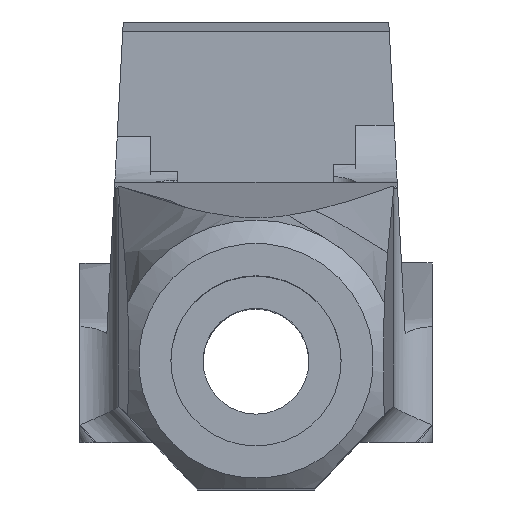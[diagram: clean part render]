
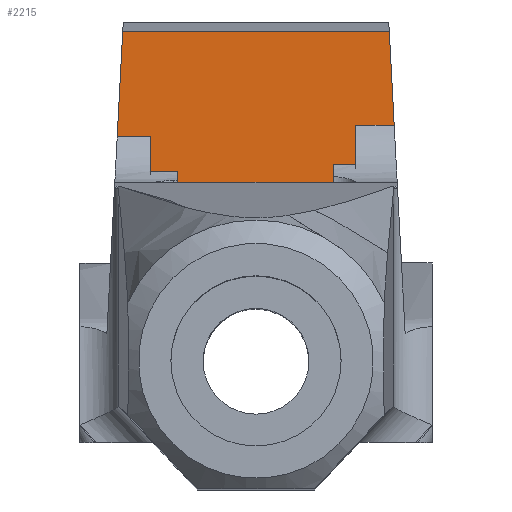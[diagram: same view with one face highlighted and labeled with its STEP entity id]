
A CAD part, top view. The second image highlights one B-rep face of the part: STEP entity #2215.
In plain terms, the highlighted planar face has unit normal (0, 0, 1).
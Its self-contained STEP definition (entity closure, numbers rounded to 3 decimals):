
#73=PLANE('',#2420);
#103=ELLIPSE('',#2326,3.503,3.5);
#107=ELLIPSE('',#2335,3.503,3.5);
#333=FACE_OUTER_BOUND('',#451,.T.);
#451=EDGE_LOOP('',(#2022,#2023,#2024,#2025,#2026,#2027,#2028,#2029,#2030,
#2031,#2032,#2033,#2034,#2035,#2036,#2037,#2038));
#515=LINE('',#3563,#676);
#516=LINE('',#3565,#677);
#519=LINE('',#3576,#680);
#542=LINE('',#3806,#703);
#549=LINE('',#3966,#710);
#551=LINE('',#3970,#712);
#572=LINE('',#4524,#733);
#609=LINE('',#15649,#770);
#613=LINE('',#15882,#774);
#615=LINE('',#15885,#776);
#616=LINE('',#15887,#777);
#617=LINE('',#15888,#778);
#676=VECTOR('',#2599,10.);
#677=VECTOR('',#2600,10.);
#680=VECTOR('',#2609,10.);
#703=VECTOR('',#2692,10.);
#710=VECTOR('',#2735,10.);
#712=VECTOR('',#2739,10.);
#733=VECTOR('',#2786,10.);
#770=VECTOR('',#2939,10.);
#774=VECTOR('',#2947,10.);
#776=VECTOR('',#2951,10.);
#777=VECTOR('',#2952,10.);
#778=VECTOR('',#2953,10.);
#830=B_SPLINE_CURVE_WITH_KNOTS('',3,(#8257,#8258,#8259,#8260,#8261,#8262,
#8263,#8264,#8265,#8266,#8267,#8268,#8269,#8270,#8271,#8272,#8273,#8274),
 .UNSPECIFIED.,.F.,.F.,(4,2,2,2,2,2,2,2,4),(-0.371,-0.362,
-0.355,-0.342,-0.323,-0.306,
-0.275,-0.122,0.),.UNSPECIFIED.);
#836=B_SPLINE_CURVE_WITH_KNOTS('',3,(#12605,#12606,#12607,#12608,#12609,
#12610,#12611,#12612,#12613,#12614,#12615,#12616,#12617,#12618,#12619,#12620,
#12621,#12622),.UNSPECIFIED.,.F.,.F.,(4,2,2,2,2,2,2,2,4),(-0.488,
-0.387,-0.273,-0.23,-0.198,
-0.143,-0.055,-0.018,0.),
 .UNSPECIFIED.);
#839=B_SPLINE_CURVE_WITH_KNOTS('',3,(#13726,#13727,#13728,#13729,#13730,
#13731),.UNSPECIFIED.,.F.,.F.,(4,2,4),(-0.929,-0.724,
-0.518),.UNSPECIFIED.);
#948=VERTEX_POINT('',#3560);
#949=VERTEX_POINT('',#3562);
#950=VERTEX_POINT('',#3564);
#954=VERTEX_POINT('',#3573);
#955=VERTEX_POINT('',#3575);
#981=VERTEX_POINT('',#3800);
#982=VERTEX_POINT('',#3805);
#987=VERTEX_POINT('',#3821);
#999=VERTEX_POINT('',#3965);
#1000=VERTEX_POINT('',#3969);
#1027=VERTEX_POINT('',#4523);
#1030=VERTEX_POINT('',#8256);
#1036=VERTEX_POINT('',#12604);
#1069=VERTEX_POINT('',#15646);
#1070=VERTEX_POINT('',#15648);
#1073=VERTEX_POINT('',#15881);
#1074=VERTEX_POINT('',#15886);
#1195=EDGE_CURVE('',#948,#949,#515,.T.);
#1196=EDGE_CURVE('',#949,#950,#516,.T.);
#1201=EDGE_CURVE('',#955,#954,#519,.T.);
#1246=EDGE_CURVE('',#950,#981,#103,.T.);
#1249=EDGE_CURVE('',#981,#982,#542,.T.);
#1258=EDGE_CURVE('',#987,#954,#107,.T.);
#1274=EDGE_CURVE('',#999,#987,#549,.T.);
#1276=EDGE_CURVE('',#1000,#999,#551,.T.);
#1312=EDGE_CURVE('',#982,#1027,#572,.T.);
#1319=EDGE_CURVE('',#1030,#1000,#830,.T.);
#1330=EDGE_CURVE('',#1027,#1036,#836,.T.);
#1334=EDGE_CURVE('',#1036,#1030,#839,.T.);
#1398=EDGE_CURVE('',#1070,#1069,#609,.T.);
#1404=EDGE_CURVE('',#1070,#1073,#613,.T.);
#1406=EDGE_CURVE('',#1069,#955,#615,.T.);
#1407=EDGE_CURVE('',#948,#1074,#616,.T.);
#1408=EDGE_CURVE('',#1074,#1073,#617,.T.);
#2022=ORIENTED_EDGE('',*,*,#1398,.T.);
#2023=ORIENTED_EDGE('',*,*,#1406,.T.);
#2024=ORIENTED_EDGE('',*,*,#1201,.T.);
#2025=ORIENTED_EDGE('',*,*,#1258,.F.);
#2026=ORIENTED_EDGE('',*,*,#1274,.F.);
#2027=ORIENTED_EDGE('',*,*,#1276,.F.);
#2028=ORIENTED_EDGE('',*,*,#1319,.F.);
#2029=ORIENTED_EDGE('',*,*,#1334,.F.);
#2030=ORIENTED_EDGE('',*,*,#1330,.F.);
#2031=ORIENTED_EDGE('',*,*,#1312,.F.);
#2032=ORIENTED_EDGE('',*,*,#1249,.F.);
#2033=ORIENTED_EDGE('',*,*,#1246,.F.);
#2034=ORIENTED_EDGE('',*,*,#1196,.F.);
#2035=ORIENTED_EDGE('',*,*,#1195,.F.);
#2036=ORIENTED_EDGE('',*,*,#1407,.T.);
#2037=ORIENTED_EDGE('',*,*,#1408,.T.);
#2038=ORIENTED_EDGE('',*,*,#1404,.F.);
#2215=ADVANCED_FACE('',(#333),#73,.F.);
#2326=AXIS2_PLACEMENT_3D('',#3801,#2686,#2687);
#2335=AXIS2_PLACEMENT_3D('',#3823,#2711,#2712);
#2420=AXIS2_PLACEMENT_3D('',#15884,#2949,#2950);
#2599=DIRECTION('',(0.,-1.,0.));
#2600=DIRECTION('',(0.,-1.,0.));
#2609=DIRECTION('',(0.,-1.,0.));
#2686=DIRECTION('center_axis',(0.,0.,-1.));
#2687=DIRECTION('ref_axis',(-1.,0.,0.));
#2692=DIRECTION('',(-0.242,0.97,0.));
#2711=DIRECTION('center_axis',(0.,0.,-1.));
#2712=DIRECTION('ref_axis',(1.,0.,0.));
#2735=DIRECTION('',(-0.242,-0.97,0.));
#2739=DIRECTION('',(-0.105,-0.995,0.));
#2786=DIRECTION('',(-0.105,0.995,0.));
#2939=DIRECTION('',(-0.052,-0.999,0.));
#2947=DIRECTION('',(1.,0.,0.));
#2949=DIRECTION('center_axis',(0.,0.,-1.));
#2950=DIRECTION('ref_axis',(0.,1.,0.));
#2951=DIRECTION('',(1.,0.,0.));
#2952=DIRECTION('',(1.,0.,0.));
#2953=DIRECTION('',(-0.052,0.999,0.));
#3560=CARTESIAN_POINT('',(8.5,20.1,-15.398));
#3562=CARTESIAN_POINT('',(8.5,15.2,-15.398));
#3563=CARTESIAN_POINT('',(8.5,20.1,-15.398));
#3564=CARTESIAN_POINT('',(8.5,-5.729,-15.398));
#3565=CARTESIAN_POINT('',(8.5,15.2,-15.398));
#3573=CARTESIAN_POINT('',(-9.,-6.207,-15.398));
#3575=CARTESIAN_POINT('',(-9.,19.1,-15.398));
#3576=CARTESIAN_POINT('',(-9.,20.1,-15.398));
#3800=CARTESIAN_POINT('',(7.759,-4.295,-15.398));
#3801=CARTESIAN_POINT('Origin',(11.159,-3.45,-15.398));
#3805=CARTESIAN_POINT('',(6.687,0.012,-15.398));
#3806=CARTESIAN_POINT('',(4.898,7.198,-15.398));
#3821=CARTESIAN_POINT('',(-7.759,-4.295,-15.398));
#3823=CARTESIAN_POINT('Origin',(-11.159,-3.45,-15.398));
#3965=CARTESIAN_POINT('',(-6.687,0.012,-15.398));
#3966=CARTESIAN_POINT('',(-5.424,5.086,-15.398));
#3969=CARTESIAN_POINT('',(-5.564,10.695,-15.398));
#3970=CARTESIAN_POINT('',(-5.715,9.26,-15.398));
#4523=CARTESIAN_POINT('',(5.564,10.695,-15.398));
#4524=CARTESIAN_POINT('',(5.617,10.196,-15.398));
#8256=CARTESIAN_POINT('',(-2.051,14.627,-15.398));
#8257=CARTESIAN_POINT('Ctrl Pts',(-2.051,14.627,-15.398));
#8258=CARTESIAN_POINT('Ctrl Pts',(-2.11,14.627,-15.398));
#8259=CARTESIAN_POINT('Ctrl Pts',(-2.171,14.616,-15.398));
#8260=CARTESIAN_POINT('Ctrl Pts',(-2.297,14.578,-15.398));
#8261=CARTESIAN_POINT('Ctrl Pts',(-2.363,14.554,-15.398));
#8262=CARTESIAN_POINT('Ctrl Pts',(-2.56,14.47,-15.398));
#8263=CARTESIAN_POINT('Ctrl Pts',(-2.702,14.401,-15.398));
#8264=CARTESIAN_POINT('Ctrl Pts',(-3.012,14.24,-15.398));
#8265=CARTESIAN_POINT('Ctrl Pts',(-3.205,14.129,-15.398));
#8266=CARTESIAN_POINT('Ctrl Pts',(-3.523,13.913,-15.398));
#8267=CARTESIAN_POINT('Ctrl Pts',(-3.614,13.837,-15.398));
#8268=CARTESIAN_POINT('Ctrl Pts',(-3.815,13.651,-15.398));
#8269=CARTESIAN_POINT('Ctrl Pts',(-4.102,13.357,-15.398));
#8270=CARTESIAN_POINT('Ctrl Pts',(-4.491,12.964,-15.398));
#8271=CARTESIAN_POINT('Ctrl Pts',(-4.877,12.551,-15.398));
#8272=CARTESIAN_POINT('Ctrl Pts',(-5.403,11.539,-15.398));
#8273=CARTESIAN_POINT('Ctrl Pts',(-5.522,11.099,-15.398));
#8274=CARTESIAN_POINT('Ctrl Pts',(-5.564,10.695,-15.398));
#12604=CARTESIAN_POINT('',(2.051,14.627,-15.398));
#12605=CARTESIAN_POINT('Ctrl Pts',(5.564,10.695,-15.398));
#12606=CARTESIAN_POINT('Ctrl Pts',(5.521,11.111,-15.398));
#12607=CARTESIAN_POINT('Ctrl Pts',(5.396,11.568,-15.398));
#12608=CARTESIAN_POINT('Ctrl Pts',(4.859,12.567,-15.398));
#12609=CARTESIAN_POINT('Ctrl Pts',(4.495,12.959,-15.398));
#12610=CARTESIAN_POINT('Ctrl Pts',(4.078,13.382,-15.398));
#12611=CARTESIAN_POINT('Ctrl Pts',(3.868,13.592,-15.398));
#12612=CARTESIAN_POINT('Ctrl Pts',(3.785,13.674,-15.398));
#12613=CARTESIAN_POINT('Ctrl Pts',(3.74,13.719,-15.398));
#12614=CARTESIAN_POINT('Ctrl Pts',(3.628,13.825,-15.398));
#12615=CARTESIAN_POINT('Ctrl Pts',(3.546,13.894,-15.398));
#12616=CARTESIAN_POINT('Ctrl Pts',(3.214,14.126,-15.398));
#12617=CARTESIAN_POINT('Ctrl Pts',(2.952,14.277,-15.398));
#12618=CARTESIAN_POINT('Ctrl Pts',(2.574,14.462,-15.398));
#12619=CARTESIAN_POINT('Ctrl Pts',(2.394,14.548,-15.398));
#12620=CARTESIAN_POINT('Ctrl Pts',(2.176,14.615,-15.398));
#12621=CARTESIAN_POINT('Ctrl Pts',(2.112,14.627,-15.398));
#12622=CARTESIAN_POINT('Ctrl Pts',(2.051,14.627,-15.398));
#13726=CARTESIAN_POINT('Ctrl Pts',(2.051,14.627,-15.398));
#13727=CARTESIAN_POINT('Ctrl Pts',(1.367,14.627,-15.398));
#13728=CARTESIAN_POINT('Ctrl Pts',(0.684,14.627,-15.398));
#13729=CARTESIAN_POINT('Ctrl Pts',(-0.684,14.627,
-15.398));
#13730=CARTESIAN_POINT('Ctrl Pts',(-1.367,14.627,-15.398));
#13731=CARTESIAN_POINT('Ctrl Pts',(-2.051,14.627,-15.398));
#15646=CARTESIAN_POINT('',(-11.823,19.1,-15.398));
#15648=CARTESIAN_POINT('',(-11.351,28.1,-15.398));
#15649=CARTESIAN_POINT('',(-12.014,15.438,-15.398));
#15881=CARTESIAN_POINT('',(11.351,28.1,-15.398));
#15882=CARTESIAN_POINT('',(-15.,28.1,-15.398));
#15884=CARTESIAN_POINT('Origin',(-15.,20.1,-15.398));
#15885=CARTESIAN_POINT('',(-15.,19.1,-15.398));
#15886=CARTESIAN_POINT('',(11.77,20.1,-15.398));
#15887=CARTESIAN_POINT('',(-15.,20.1,-15.398));
#15888=CARTESIAN_POINT('',(12.026,15.211,-15.398));
